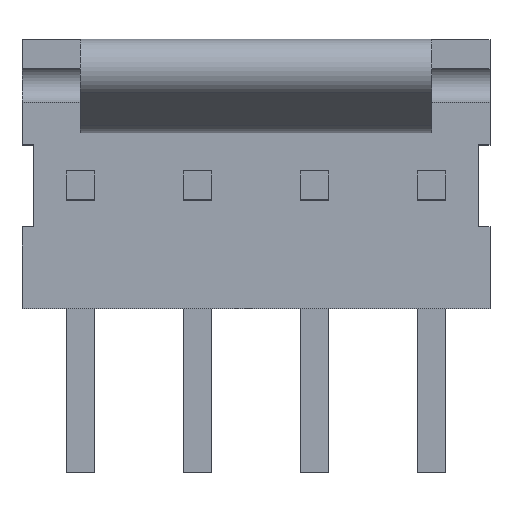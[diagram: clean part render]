
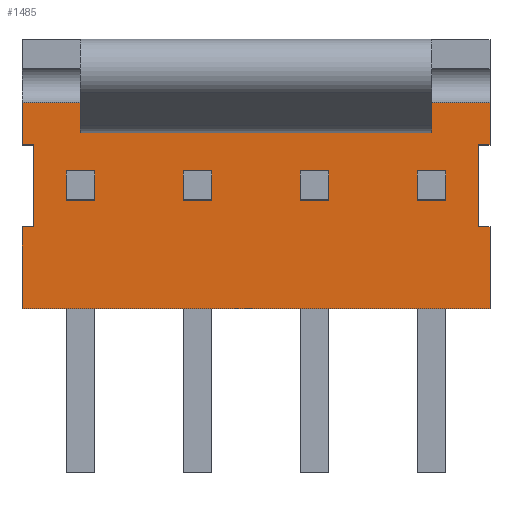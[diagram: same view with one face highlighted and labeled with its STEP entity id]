
A CAD part, top view. The second image highlights one B-rep face of the part: STEP entity #1485.
In plain terms, the highlighted planar face has unit normal (0, 0, 1).
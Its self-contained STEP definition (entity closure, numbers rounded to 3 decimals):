
#6=DIRECTION('',(0.,-1.,0.));
#7=VECTOR('',#6,1.778);
#8=CARTESIAN_POINT('',(-5.08,-0.889,0.));
#9=LINE('',#8,#7);
#65=DIRECTION('',(0.,-1.,0.));
#66=VECTOR('',#65,0.918);
#67=CARTESIAN_POINT('',(-5.08,1.807,0.));
#68=LINE('',#67,#66);
#165=DIRECTION('',(0.,-1.,0.));
#166=VECTOR('',#165,0.918);
#167=CARTESIAN_POINT('',(5.08,1.807,0.));
#168=LINE('',#167,#166);
#224=DIRECTION('',(0.,-1.,0.));
#225=VECTOR('',#224,1.778);
#226=CARTESIAN_POINT('',(5.08,-0.889,0.));
#227=LINE('',#226,#225);
#228=DIRECTION('',(-1.,0.,0.));
#229=VECTOR('',#228,0.254);
#230=CARTESIAN_POINT('',(5.08,0.889,0.));
#231=LINE('',#230,#229);
#232=DIRECTION('',(0.,-1.,0.));
#233=VECTOR('',#232,1.778);
#234=CARTESIAN_POINT('',(4.826,0.889,0.));
#235=LINE('',#234,#233);
#236=DIRECTION('',(-1.,0.,0.));
#237=VECTOR('',#236,0.254);
#238=CARTESIAN_POINT('',(5.08,-0.889,0.));
#239=LINE('',#238,#237);
#240=DIRECTION('',(1.,0.,0.));
#241=VECTOR('',#240,0.254);
#242=CARTESIAN_POINT('',(-5.08,-0.889,0.));
#243=LINE('',#242,#241);
#244=DIRECTION('',(0.,1.,0.));
#245=VECTOR('',#244,1.778);
#246=CARTESIAN_POINT('',(-4.826,-0.889,0.));
#247=LINE('',#246,#245);
#248=DIRECTION('',(1.,0.,0.));
#249=VECTOR('',#248,0.254);
#250=CARTESIAN_POINT('',(-5.08,0.889,0.));
#251=LINE('',#250,#249);
#252=DIRECTION('',(1.,0.,0.));
#253=VECTOR('',#252,10.16);
#254=CARTESIAN_POINT('',(-5.08,1.807,0.));
#255=LINE('',#254,#253);
#256=DIRECTION('',(0.,1.,0.));
#257=VECTOR('',#256,0.622);
#258=CARTESIAN_POINT('',(3.499,-0.311,0.));
#259=LINE('',#258,#257);
#260=DIRECTION('',(-1.,0.,0.));
#261=VECTOR('',#260,0.622);
#262=CARTESIAN_POINT('',(4.121,-0.311,0.));
#263=LINE('',#262,#261);
#264=DIRECTION('',(0.,1.,0.));
#265=VECTOR('',#264,0.622);
#266=CARTESIAN_POINT('',(4.121,-0.311,0.));
#267=LINE('',#266,#265);
#268=DIRECTION('',(-1.,0.,0.));
#269=VECTOR('',#268,0.622);
#270=CARTESIAN_POINT('',(4.121,0.311,0.));
#271=LINE('',#270,#269);
#272=DIRECTION('',(0.,1.,0.));
#273=VECTOR('',#272,0.622);
#274=CARTESIAN_POINT('',(0.959,-0.311,0.));
#275=LINE('',#274,#273);
#276=DIRECTION('',(1.,0.,0.));
#277=VECTOR('',#276,0.622);
#278=CARTESIAN_POINT('',(0.959,-0.311,0.));
#279=LINE('',#278,#277);
#280=DIRECTION('',(0.,1.,0.));
#281=VECTOR('',#280,0.622);
#282=CARTESIAN_POINT('',(1.581,-0.311,0.));
#283=LINE('',#282,#281);
#284=DIRECTION('',(1.,0.,0.));
#285=VECTOR('',#284,0.622);
#286=CARTESIAN_POINT('',(0.959,0.311,0.));
#287=LINE('',#286,#285);
#288=DIRECTION('',(0.,1.,0.));
#289=VECTOR('',#288,0.622);
#290=CARTESIAN_POINT('',(-1.581,-0.311,0.));
#291=LINE('',#290,#289);
#292=DIRECTION('',(1.,0.,0.));
#293=VECTOR('',#292,0.622);
#294=CARTESIAN_POINT('',(-1.581,-0.311,0.));
#295=LINE('',#294,#293);
#296=DIRECTION('',(0.,1.,0.));
#297=VECTOR('',#296,0.622);
#298=CARTESIAN_POINT('',(-0.959,-0.311,0.));
#299=LINE('',#298,#297);
#300=DIRECTION('',(1.,0.,0.));
#301=VECTOR('',#300,0.622);
#302=CARTESIAN_POINT('',(-1.581,0.311,0.));
#303=LINE('',#302,#301);
#304=DIRECTION('',(0.,1.,0.));
#305=VECTOR('',#304,0.622);
#306=CARTESIAN_POINT('',(-4.121,-0.311,0.));
#307=LINE('',#306,#305);
#308=DIRECTION('',(1.,0.,0.));
#309=VECTOR('',#308,0.622);
#310=CARTESIAN_POINT('',(-4.121,-0.311,0.));
#311=LINE('',#310,#309);
#312=DIRECTION('',(0.,1.,0.));
#313=VECTOR('',#312,0.622);
#314=CARTESIAN_POINT('',(-3.499,-0.311,0.));
#315=LINE('',#314,#313);
#316=DIRECTION('',(1.,0.,0.));
#317=VECTOR('',#316,0.622);
#318=CARTESIAN_POINT('',(-4.121,0.311,0.));
#319=LINE('',#318,#317);
#328=DIRECTION('',(1.,0.,0.));
#329=VECTOR('',#328,10.16);
#330=CARTESIAN_POINT('',(-5.08,-2.667,0.));
#331=LINE('',#330,#329);
#944=CARTESIAN_POINT('',(-5.08,1.807,0.));
#945=VERTEX_POINT('',#944);
#946=CARTESIAN_POINT('',(-5.08,-2.667,0.));
#947=VERTEX_POINT('',#946);
#964=CARTESIAN_POINT('',(5.08,1.807,0.));
#965=VERTEX_POINT('',#964);
#966=CARTESIAN_POINT('',(5.08,-2.667,0.));
#967=VERTEX_POINT('',#966);
#1008=CARTESIAN_POINT('',(3.499,-0.311,0.));
#1009=CARTESIAN_POINT('',(3.499,0.311,0.));
#1010=VERTEX_POINT('',#1008);
#1011=VERTEX_POINT('',#1009);
#1012=CARTESIAN_POINT('',(4.121,-0.311,0.));
#1013=VERTEX_POINT('',#1012);
#1014=CARTESIAN_POINT('',(4.121,0.311,0.));
#1015=VERTEX_POINT('',#1014);
#1056=CARTESIAN_POINT('',(0.959,-0.311,0.));
#1057=CARTESIAN_POINT('',(0.959,0.311,0.));
#1058=VERTEX_POINT('',#1056);
#1059=VERTEX_POINT('',#1057);
#1060=CARTESIAN_POINT('',(1.581,-0.311,0.));
#1061=CARTESIAN_POINT('',(1.581,0.311,0.));
#1062=VERTEX_POINT('',#1060);
#1063=VERTEX_POINT('',#1061);
#1100=CARTESIAN_POINT('',(-5.08,-0.889,0.));
#1102=VERTEX_POINT('',#1100);
#1104=CARTESIAN_POINT('',(-5.08,0.889,0.));
#1106=VERTEX_POINT('',#1104);
#1108=CARTESIAN_POINT('',(5.08,0.889,0.));
#1110=VERTEX_POINT('',#1108);
#1112=CARTESIAN_POINT('',(5.08,-0.889,0.));
#1114=VERTEX_POINT('',#1112);
#1124=CARTESIAN_POINT('',(4.826,0.889,0.));
#1125=VERTEX_POINT('',#1124);
#1126=CARTESIAN_POINT('',(4.826,-0.889,0.));
#1127=VERTEX_POINT('',#1126);
#1128=CARTESIAN_POINT('',(-4.826,-0.889,0.));
#1129=VERTEX_POINT('',#1128);
#1130=CARTESIAN_POINT('',(-4.826,0.889,0.));
#1131=VERTEX_POINT('',#1130);
#1172=CARTESIAN_POINT('',(-1.581,-0.311,0.));
#1173=CARTESIAN_POINT('',(-1.581,0.311,0.));
#1174=VERTEX_POINT('',#1172);
#1175=VERTEX_POINT('',#1173);
#1176=CARTESIAN_POINT('',(-0.959,-0.311,0.));
#1177=CARTESIAN_POINT('',(-0.959,0.311,0.));
#1178=VERTEX_POINT('',#1176);
#1179=VERTEX_POINT('',#1177);
#1220=CARTESIAN_POINT('',(-4.121,-0.311,0.));
#1221=CARTESIAN_POINT('',(-4.121,0.311,0.));
#1222=VERTEX_POINT('',#1220);
#1223=VERTEX_POINT('',#1221);
#1224=CARTESIAN_POINT('',(-3.499,-0.311,0.));
#1225=CARTESIAN_POINT('',(-3.499,0.311,0.));
#1226=VERTEX_POINT('',#1224);
#1227=VERTEX_POINT('',#1225);
#1420=CARTESIAN_POINT('',(-5.08,1.807,0.));
#1421=DIRECTION('',(0.,0.,1.));
#1422=DIRECTION('',(0.,-1.,0.));
#1423=AXIS2_PLACEMENT_3D('',#1420,#1421,#1422);
#1424=PLANE('',#1423);
#1425=ORIENTED_EDGE('',*,*,#1370,.T.);
#1427=ORIENTED_EDGE('',*,*,#1426,.T.);
#1429=ORIENTED_EDGE('',*,*,#1428,.F.);
#1430=ORIENTED_EDGE('',*,*,#1415,.T.);
#1432=ORIENTED_EDGE('',*,*,#1431,.F.);
#1433=ORIENTED_EDGE('',*,*,#1235,.F.);
#1434=ORIENTED_EDGE('',*,*,#1286,.T.);
#1436=ORIENTED_EDGE('',*,*,#1435,.T.);
#1438=ORIENTED_EDGE('',*,*,#1437,.F.);
#1439=ORIENTED_EDGE('',*,*,#1271,.F.);
#1441=ORIENTED_EDGE('',*,*,#1440,.T.);
#1442=ORIENTED_EDGE('',*,*,#1381,.T.);
#1443=EDGE_LOOP('',(#1425,#1427,#1429,#1430,#1432,#1433,#1434,#1436,#1438,#1439,
#1441,#1442));
#1444=FACE_OUTER_BOUND('',#1443,.F.);
#1446=ORIENTED_EDGE('',*,*,#1445,.F.);
#1448=ORIENTED_EDGE('',*,*,#1447,.F.);
#1450=ORIENTED_EDGE('',*,*,#1449,.T.);
#1452=ORIENTED_EDGE('',*,*,#1451,.T.);
#1453=EDGE_LOOP('',(#1446,#1448,#1450,#1452));
#1454=FACE_BOUND('',#1453,.F.);
#1456=ORIENTED_EDGE('',*,*,#1455,.F.);
#1458=ORIENTED_EDGE('',*,*,#1457,.T.);
#1460=ORIENTED_EDGE('',*,*,#1459,.T.);
#1462=ORIENTED_EDGE('',*,*,#1461,.F.);
#1463=EDGE_LOOP('',(#1456,#1458,#1460,#1462));
#1464=FACE_BOUND('',#1463,.F.);
#1466=ORIENTED_EDGE('',*,*,#1465,.F.);
#1468=ORIENTED_EDGE('',*,*,#1467,.T.);
#1470=ORIENTED_EDGE('',*,*,#1469,.T.);
#1472=ORIENTED_EDGE('',*,*,#1471,.F.);
#1473=EDGE_LOOP('',(#1466,#1468,#1470,#1472));
#1474=FACE_BOUND('',#1473,.F.);
#1476=ORIENTED_EDGE('',*,*,#1475,.F.);
#1478=ORIENTED_EDGE('',*,*,#1477,.T.);
#1480=ORIENTED_EDGE('',*,*,#1479,.T.);
#1482=ORIENTED_EDGE('',*,*,#1481,.F.);
#1483=EDGE_LOOP('',(#1476,#1478,#1480,#1482));
#1484=FACE_BOUND('',#1483,.F.);
#1235=EDGE_CURVE('',#1102,#947,#9,.T.);
#1271=EDGE_CURVE('',#945,#1106,#68,.T.);
#1286=EDGE_CURVE('',#1102,#1129,#243,.T.);
#1370=EDGE_CURVE('',#1110,#1125,#231,.T.);
#1381=EDGE_CURVE('',#965,#1110,#168,.T.);
#1415=EDGE_CURVE('',#1114,#967,#227,.T.);
#1426=EDGE_CURVE('',#1125,#1127,#235,.T.);
#1428=EDGE_CURVE('',#1114,#1127,#239,.T.);
#1431=EDGE_CURVE('',#947,#967,#331,.T.);
#1435=EDGE_CURVE('',#1129,#1131,#247,.T.);
#1437=EDGE_CURVE('',#1106,#1131,#251,.T.);
#1440=EDGE_CURVE('',#945,#965,#255,.T.);
#1445=EDGE_CURVE('',#1010,#1011,#259,.T.);
#1447=EDGE_CURVE('',#1013,#1010,#263,.T.);
#1449=EDGE_CURVE('',#1013,#1015,#267,.T.);
#1451=EDGE_CURVE('',#1015,#1011,#271,.T.);
#1455=EDGE_CURVE('',#1058,#1059,#275,.T.);
#1457=EDGE_CURVE('',#1058,#1062,#279,.T.);
#1459=EDGE_CURVE('',#1062,#1063,#283,.T.);
#1461=EDGE_CURVE('',#1059,#1063,#287,.T.);
#1465=EDGE_CURVE('',#1174,#1175,#291,.T.);
#1467=EDGE_CURVE('',#1174,#1178,#295,.T.);
#1469=EDGE_CURVE('',#1178,#1179,#299,.T.);
#1471=EDGE_CURVE('',#1175,#1179,#303,.T.);
#1475=EDGE_CURVE('',#1222,#1223,#307,.T.);
#1477=EDGE_CURVE('',#1222,#1226,#311,.T.);
#1479=EDGE_CURVE('',#1226,#1227,#315,.T.);
#1481=EDGE_CURVE('',#1223,#1227,#319,.T.);
#1485=ADVANCED_FACE('',(#1444,#1454,#1464,#1474,#1484),#1424,.T.);
